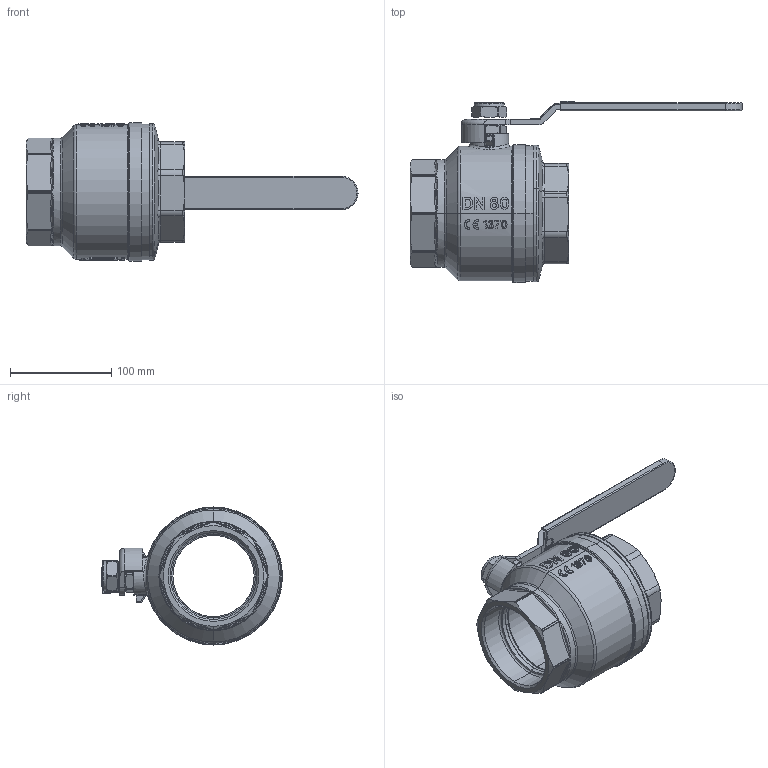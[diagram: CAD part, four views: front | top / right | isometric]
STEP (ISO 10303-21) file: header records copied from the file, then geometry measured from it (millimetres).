
FILE_DESCRIPTION (( 'STEP AP203' ), '1' );
FILE_NAME ('0811N411-surface.step', '2013-03-27T07:29:26', ( ' ' ), ( '' ), 'SwSTEP 2.0', 'SolidWorks 2011', '' );
FILE_SCHEMA (( 'CONFIG_CONTROL_DESIGN' ));
Length unit declared in the file: millimetre
Products named in the file (1): 0811N411-surface
Bounding box: 327.18 x 178.39 x 136 mm (x, y, z)
Surface area: 159641.3 mm2 (no closed solid volume)
Topology: 0 solids, 14 shells, 730 faces, 2303 edges, 1509 vertices
Faces by surface type: plane 347, cylinder 194, torus 77, bspline 54, cone 50, sphere 8
Entity records: 29490 total; most frequent: CARTESIAN_POINT 11344, ORIENTED_EDGE 4006, DIRECTION 3435, EDGE_CURVE 2301, VERTEX_POINT 1509, AXIS2_PLACEMENT_3D 1290, VECTOR 855, LINE 855
